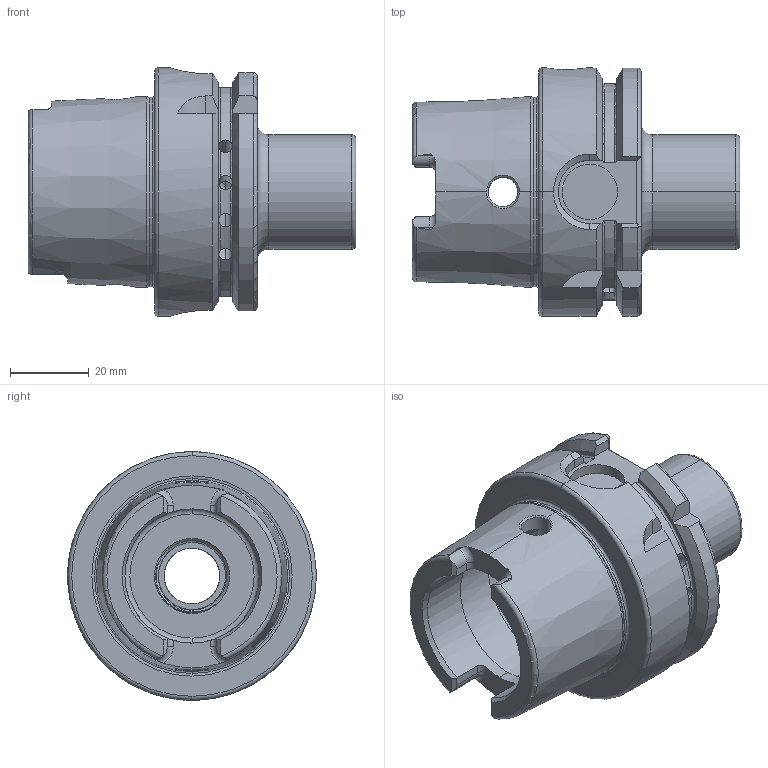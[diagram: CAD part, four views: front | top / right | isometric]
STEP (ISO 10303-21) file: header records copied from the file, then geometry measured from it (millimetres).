
FILE_DESCRIPTION (( 'STEP AP203' ), '1' );
FILE_NAME ('A63.06.16.STEP', '2016-10-11T00:54:29', ( '' ), ( '' ), 'SwSTEP 2.0', 'SolidWorks 2012', '' );
FILE_SCHEMA (( 'CONFIG_CONTROL_DESIGN' ));
Length unit declared in the file: millimetre
Products named in the file (1): A63.06.16
Bounding box: 83 x 63 x 63 mm (x, y, z)
Volume: 91260.8 mm3; surface area: 27242.6 mm2
Topology: 1 solids, 1 shells, 229 faces, 617 edges, 386 vertices
Faces by surface type: cylinder 91, plane 60, torus 33, cone 29, bspline 16
Entity records: 18272 total; most frequent: CARTESIAN_POINT 12962, ORIENTED_EDGE 1214, DIRECTION 969, EDGE_CURVE 607, VERTEX_POINT 386, AXIS2_PLACEMENT_3D 385, EDGE_LOOP 241, ADVANCED_FACE 229
